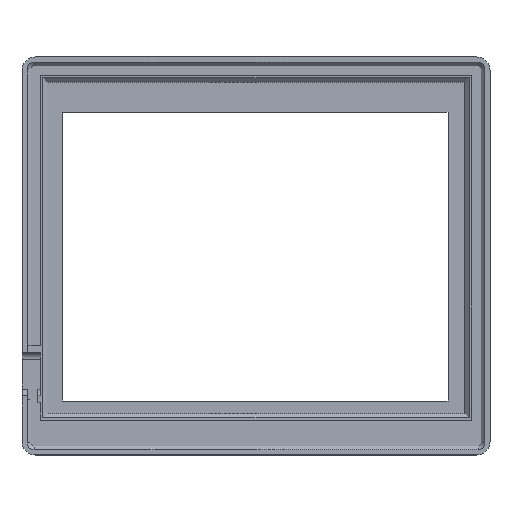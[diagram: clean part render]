
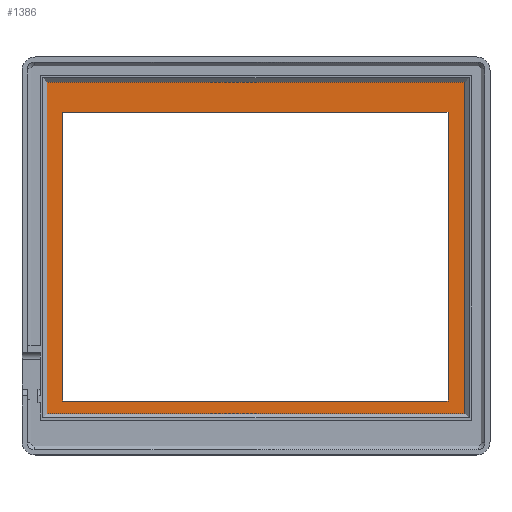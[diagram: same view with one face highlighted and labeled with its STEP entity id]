
A CAD part, top view. The second image highlights one B-rep face of the part: STEP entity #1386.
In plain terms, the highlighted planar face has unit normal (0, 0, 1).
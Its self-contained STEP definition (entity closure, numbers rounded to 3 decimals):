
#23=FACE_BOUND('',#220,.T.);
#141=FACE_OUTER_BOUND('',#219,.T.);
#219=EDGE_LOOP('',(#1172,#1173,#1174,#1175));
#220=EDGE_LOOP('',(#1176,#1177,#1178,#1179));
#330=LINE('',#2348,#486);
#333=LINE('',#2353,#489);
#367=LINE('',#2429,#523);
#370=LINE('',#2434,#526);
#371=LINE('',#2437,#527);
#372=LINE('',#2439,#528);
#373=LINE('',#2441,#529);
#374=LINE('',#2442,#530);
#486=VECTOR('',#1713,10.);
#489=VECTOR('',#1718,10.);
#523=VECTOR('',#1786,10.);
#526=VECTOR('',#1793,10.);
#527=VECTOR('',#1794,10.);
#528=VECTOR('',#1795,10.);
#529=VECTOR('',#1796,10.);
#530=VECTOR('',#1797,10.);
#634=VERTEX_POINT('',#2345);
#635=VERTEX_POINT('',#2347);
#636=VERTEX_POINT('',#2351);
#661=VERTEX_POINT('',#2428);
#662=VERTEX_POINT('',#2435);
#663=VERTEX_POINT('',#2436);
#664=VERTEX_POINT('',#2438);
#665=VERTEX_POINT('',#2440);
#801=EDGE_CURVE('',#635,#634,#330,.T.);
#804=EDGE_CURVE('',#634,#636,#333,.T.);
#843=EDGE_CURVE('',#661,#635,#367,.T.);
#846=EDGE_CURVE('',#636,#661,#370,.T.);
#847=EDGE_CURVE('',#662,#663,#371,.T.);
#848=EDGE_CURVE('',#664,#662,#372,.T.);
#849=EDGE_CURVE('',#665,#664,#373,.T.);
#850=EDGE_CURVE('',#663,#665,#374,.T.);
#1172=ORIENTED_EDGE('',*,*,#846,.T.);
#1173=ORIENTED_EDGE('',*,*,#843,.T.);
#1174=ORIENTED_EDGE('',*,*,#801,.T.);
#1175=ORIENTED_EDGE('',*,*,#804,.T.);
#1176=ORIENTED_EDGE('',*,*,#847,.F.);
#1177=ORIENTED_EDGE('',*,*,#848,.F.);
#1178=ORIENTED_EDGE('',*,*,#849,.F.);
#1179=ORIENTED_EDGE('',*,*,#850,.F.);
#1313=PLANE('',#1492);
#1386=ADVANCED_FACE('',(#141,#23),#1313,.F.);
#1492=AXIS2_PLACEMENT_3D('',#2433,#1791,#1792);
#1713=DIRECTION('',(0.,1.,0.));
#1718=DIRECTION('',(-1.,0.,0.));
#1786=DIRECTION('',(1.,0.,0.));
#1791=DIRECTION('center_axis',(0.,0.,-1.));
#1792=DIRECTION('ref_axis',(-1.,0.,0.));
#1793=DIRECTION('',(0.,-1.,0.));
#1794=DIRECTION('',(0.,-1.,0.));
#1795=DIRECTION('',(-1.,0.,0.));
#1796=DIRECTION('',(0.,1.,0.));
#1797=DIRECTION('',(1.,0.,0.));
#2345=CARTESIAN_POINT('',(62.7,51.2,2.));
#2347=CARTESIAN_POINT('',(62.7,-48.3,2.));
#2348=CARTESIAN_POINT('',(62.7,25.1,2.));
#2351=CARTESIAN_POINT('',(-62.7,51.2,2.));
#2353=CARTESIAN_POINT('',(-31.35,51.2,2.));
#2428=CARTESIAN_POINT('',(-62.7,-48.3,2.));
#2429=CARTESIAN_POINT('',(31.35,-48.3,2.));
#2433=CARTESIAN_POINT('Origin',(0.,-1.,
2.));
#2434=CARTESIAN_POINT('',(-62.7,-22.975,2.));
#2435=CARTESIAN_POINT('',(-57.95,42.15,2.));
#2436=CARTESIAN_POINT('',(-57.95,-44.5,2.));
#2437=CARTESIAN_POINT('',(-57.95,-22.75,2.));
#2438=CARTESIAN_POINT('',(57.6,42.15,2.));
#2439=CARTESIAN_POINT('',(-28.975,42.15,2.));
#2440=CARTESIAN_POINT('',(57.6,-44.5,2.));
#2441=CARTESIAN_POINT('',(57.6,20.575,2.));
#2442=CARTESIAN_POINT('',(28.8,-44.5,2.));
